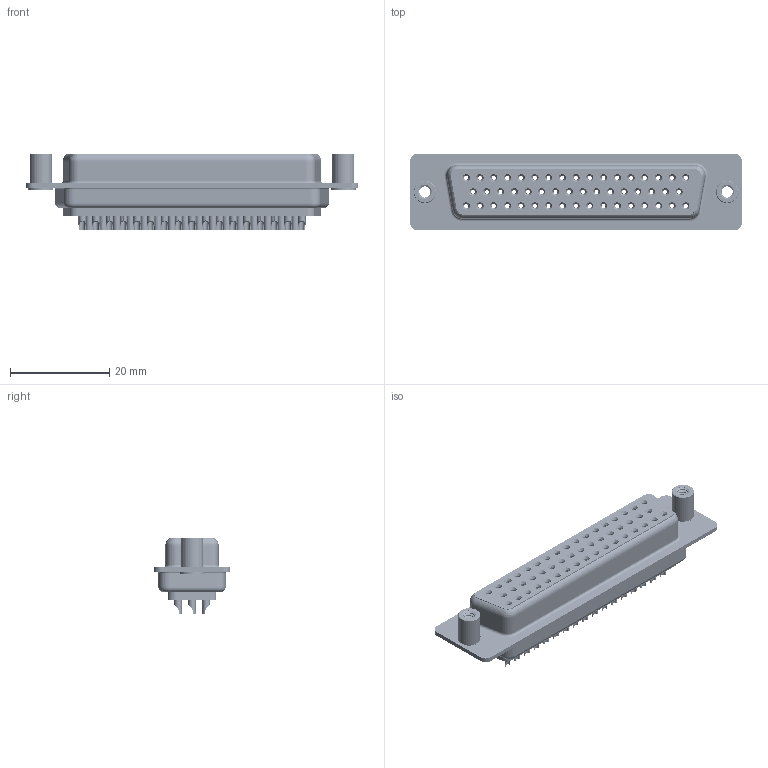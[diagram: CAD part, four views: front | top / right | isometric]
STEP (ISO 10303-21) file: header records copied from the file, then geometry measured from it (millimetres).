
FILE_DESCRIPTION (( 'STEP AP203' ), '1' );
FILE_NAME ('628-050-622-048.STEP', '2021-04-22T20:50:41', ( '' ), ( '' ), 'SwSTEP 2.0', 'SolidWorks 2020', '' );
FILE_SCHEMA (( 'CONFIG_CONTROL_DESIGN' ));
Length unit declared in the file: millimetre
Products named in the file (8): 628 4-40 Threaded Standoff; 628 Shell Front_50 Contacts; 628 Shell Rear_50 Contacts; 628-050-622-048; 628 Housing_50 LP; 628 Contact Row 2_22M; 628 Contact Row 1_22L; 628 Contact Row 3_22L
Assembly tree (55 placements, depth 2):
  628-050-622-048
    628 Housing_50 LP
    628 Shell Front_50 Contacts
    628 Shell Rear_50 Contacts
    628 Contact Row 1_22L  x17
    628 Contact Row 2_22M  x16
    628 Contact Row 3_22L  x17
    628 4-40 Threaded Standoff  x2
Bounding box: 67 x 15.4 x 15.5 mm (x, y, z)
Volume: 6832.8 mm3; surface area: 15812.9 mm2
Topology: 55 solids, 55 shells, 4763 faces, 12079 edges, 7589 vertices
Faces by surface type: cylinder 1415, plane 1119, bspline 1006, torus 963, cone 260
Entity records: 39215 total; most frequent: CARTESIAN_POINT 10367, DIRECTION 5968, ORIENTED_EDGE 5290, EDGE_CURVE 2645, AXIS2_PLACEMENT_3D 2521, VERTEX_POINT 1678, EDGE_LOOP 1415, CIRCLE 1385
